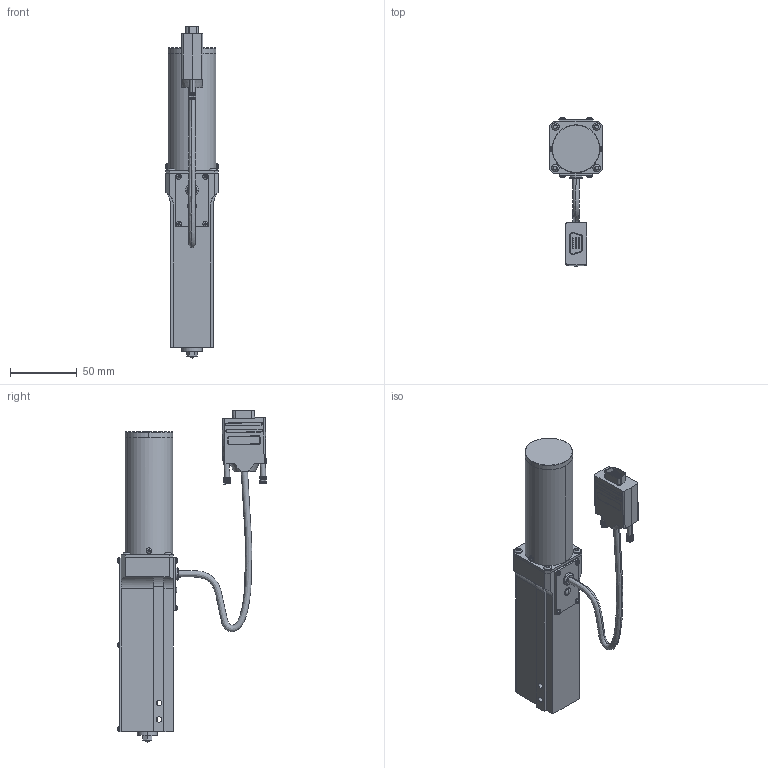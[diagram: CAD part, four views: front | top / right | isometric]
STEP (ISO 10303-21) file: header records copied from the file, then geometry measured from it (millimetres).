
FILE_DESCRIPTION (( 'STEP AP214' ), '1' );
FILE_NAME ('16091-E0W.step', '2007-11-13T12:46:07', ( ' ' ), ( ' ' ), 'SwSTEP 2.0', 'SolidWorks 2007', '' );
FILE_SCHEMA (( 'AUTOMOTIVE_DESIGN' ));
Length unit declared in the file: millimetre
Products named in the file (1): 16091-E0W
Bounding box: 40.09 x 111.54 x 248.63 mm (x, y, z)
Surface area: 54336.9 mm2 (no closed solid volume)
Topology: 0 solids, 50 shells, 799 faces, 2742 edges, 1991 vertices
Faces by surface type: plane 422, cylinder 268, torus 52, sphere 32, cone 23, bspline 2
Entity records: 41037 total; most frequent: CARTESIAN_POINT 8400, DIRECTION 5134, ORIENTED_EDGE 4505, EDGE_CURVE 2733, VERTEX_POINT 1988, AXIS2_PLACEMENT_3D 1832, VECTOR 1470, LINE 1470
